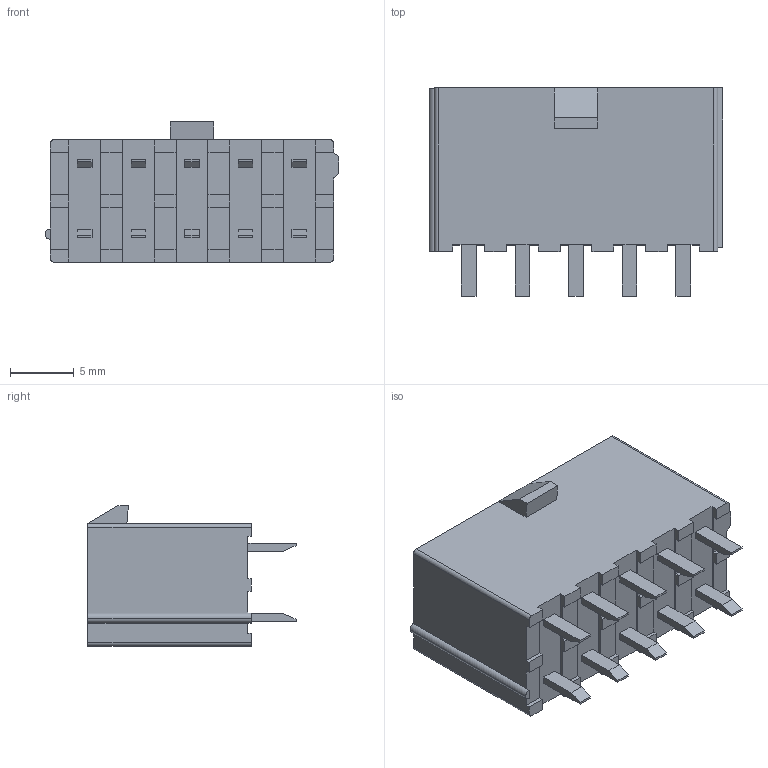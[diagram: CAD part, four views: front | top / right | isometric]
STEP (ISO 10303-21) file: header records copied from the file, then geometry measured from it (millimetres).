
FILE_DESCRIPTION(('STEP AP214'),'1');
FILE_NAME('39-28-1103.stp','2017-04-14T10:24:19',('TraceParts'),('TraceParts S.A.'),'Spatial InterOp 3D',' ',' ');
FILE_SCHEMA(('automotive_design'));
Length unit declared in the file: millimetre
Products named in the file (2): 39-28-1103_1; 1
Bounding box: 23 x 16.3 x 11 mm (x, y, z)
Volume: 1682 mm3; surface area: 2898.4 mm2
Topology: 1 solids, 1 shells, 262 faces, 705 edges, 495 vertices
Faces by surface type: plane 256, cylinder 6
Entity records: 8074 total; most frequent: CARTESIAN_POINT 1424, ORIENTED_EDGE 1370, DIRECTION 1265, EDGE_CURVE 685, LINE 673, VECTOR 673, VERTEX_POINT 455, AXIS2_PLACEMENT_3D 296
